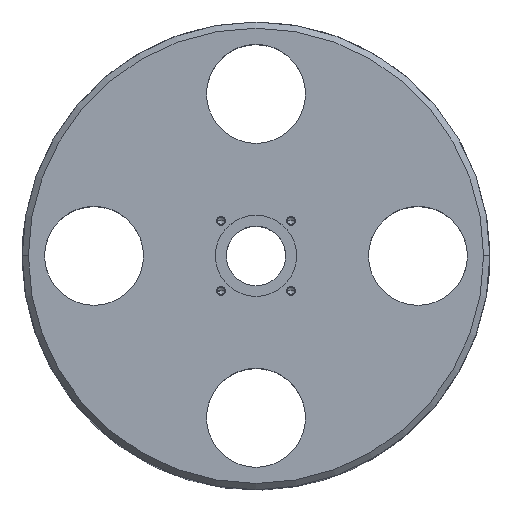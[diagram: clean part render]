
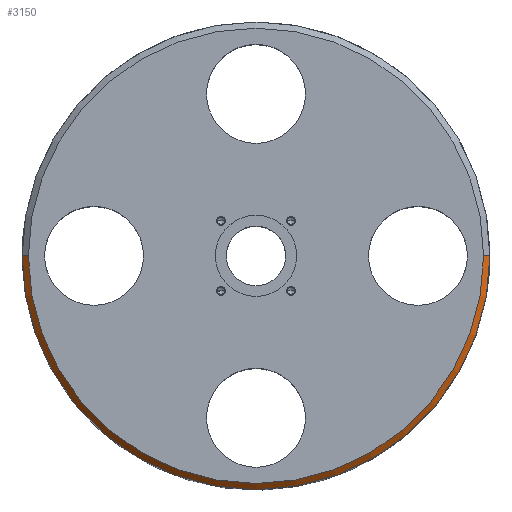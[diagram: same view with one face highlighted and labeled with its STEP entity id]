
A CAD part, top view. The second image highlights one B-rep face of the part: STEP entity #3150.
In plain terms, the highlighted conical face has half-angle 45 degrees and reference radius 73 mm.
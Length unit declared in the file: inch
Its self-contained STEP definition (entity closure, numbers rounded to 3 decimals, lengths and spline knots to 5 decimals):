
#73 = EDGE_LOOP ( 'NONE', ( #1559, #1546, #1553, #1547 ) ) ;
#514 = CARTESIAN_POINT ( 'NONE',  ( 0., 0., 1.39764 ) ) ;
#515 = DIRECTION ( 'NONE',  ( 0., 0., -1. ) ) ;
#525 = DIRECTION ( 'NONE',  ( 1., 0., 0. ) ) ;
#806 = AXIS2_PLACEMENT_3D ( 'NONE', #514, #515, #525 ) ;
#863 = EDGE_CURVE ( 'NONE', #2268, #2320, #1481, .T. ) ;
#957 = EDGE_CURVE ( 'NONE', #2215, #2301, #1437, .T. ) ;
#1016 = EDGE_CURVE ( 'NONE', #2301, #2268, #1395, .T. ) ;
#1021 = EDGE_CURVE ( 'NONE', #2215, #2320, #1392, .T. ) ;
#1197 = CONICAL_SURFACE ( 'NONE', #2506, 2.87402, 0.785 ) ;
#1203 = FACE_OUTER_BOUND ( 'NONE', #73, .T. ) ;
#1390 = VECTOR ( 'NONE', #2106, 39.37008 ) ;
#1392 = LINE ( 'NONE', #2107, #1390 ) ;
#1393 = VECTOR ( 'NONE', #2096, 39.37008 ) ;
#1395 = LINE ( 'NONE', #2209, #1393 ) ;
#1437 = CIRCLE ( 'NONE', #2437, 2.87402 ) ;
#1481 = CIRCLE ( 'NONE', #806, 2.95276 ) ;
#1546 = ORIENTED_EDGE ( 'NONE', *, *, #957, .F. ) ;
#1547 = ORIENTED_EDGE ( 'NONE', *, *, #863, .F. ) ;
#1553 = ORIENTED_EDGE ( 'NONE', *, *, #1021, .T. ) ;
#1559 = ORIENTED_EDGE ( 'NONE', *, *, #1016, .F. ) ;
#1727 = CARTESIAN_POINT ( 'NONE',  ( 0., 0., 1.47638 ) ) ;
#1728 = DIRECTION ( 'NONE',  ( 0., 0., -1. ) ) ;
#1736 = DIRECTION ( 'NONE',  ( -1., 0., 0. ) ) ;
#2033 = DIRECTION ( 'NONE',  ( 1., 0., 0. ) ) ;
#2034 = DIRECTION ( 'NONE',  ( 0., 0., 1. ) ) ;
#2035 = CARTESIAN_POINT ( 'NONE',  ( 0., 0., 1.47638 ) ) ;
#2096 = DIRECTION ( 'NONE',  ( 0.707, 0., -0.707 ) ) ;
#2106 = DIRECTION ( 'NONE',  ( -0.707, 0., -0.707 ) ) ;
#2107 = CARTESIAN_POINT ( 'NONE',  ( -2.87402, 0., 1.47638 ) ) ;
#2209 = CARTESIAN_POINT ( 'NONE',  ( 2.87402, 0., 1.47638 ) ) ;
#2215 = VERTEX_POINT ( 'NONE', #2703 ) ;
#2268 = VERTEX_POINT ( 'NONE', #2672 ) ;
#2301 = VERTEX_POINT ( 'NONE', #2655 ) ;
#2320 = VERTEX_POINT ( 'NONE', #2636 ) ;
#2437 = AXIS2_PLACEMENT_3D ( 'NONE', #2035, #2034, #2033 ) ;
#2506 = AXIS2_PLACEMENT_3D ( 'NONE', #1727, #1728, #1736 ) ;
#2636 = CARTESIAN_POINT ( 'NONE',  ( -2.95276, 0., 1.39764 ) ) ;
#2655 = CARTESIAN_POINT ( 'NONE',  ( 2.87402, 0., 1.47638 ) ) ;
#2672 = CARTESIAN_POINT ( 'NONE',  ( 2.95276, 0., 1.39764 ) ) ;
#2703 = CARTESIAN_POINT ( 'NONE',  ( -2.87402, 0., 1.47638 ) ) ;
#3150 = ADVANCED_FACE ( 'NONE', ( #1203 ), #1197, .T. ) ;
